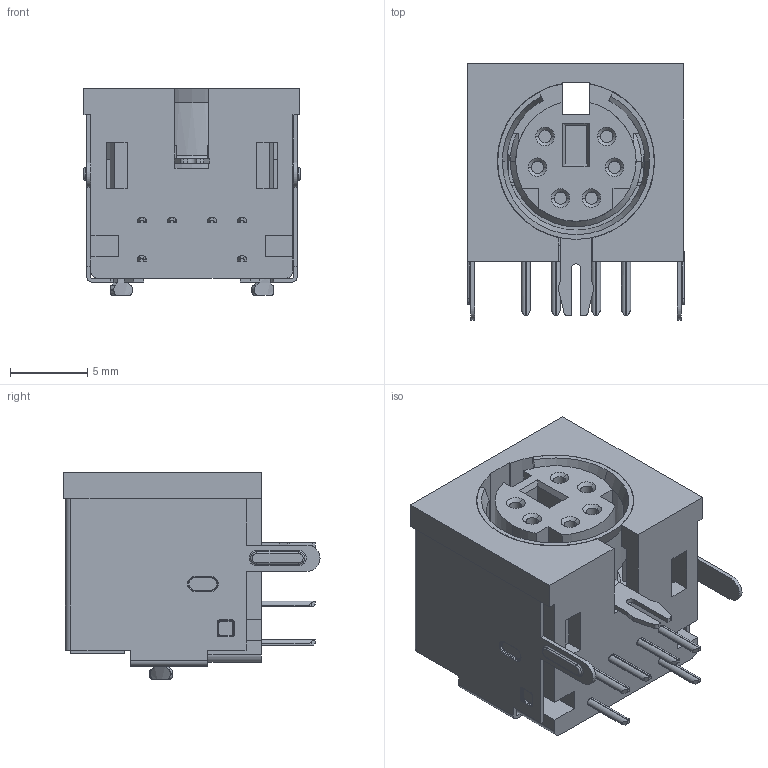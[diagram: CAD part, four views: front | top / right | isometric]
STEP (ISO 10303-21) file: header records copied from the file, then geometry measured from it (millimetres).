
FILE_DESCRIPTION (( 'STEP AP214' ), '1' );
FILE_NAME ('CUI_DEVICES_MD-60SM.step', '2020-11-06T15:27:47', ( '' ), ( '' ), 'SwSTEP 2.0', 'SolidWorks 2020', '' );
FILE_SCHEMA (( 'AUTOMOTIVE_DESIGN' ));
Length unit declared in the file: inch
Products named in the file (1): CUI_DEVICES_MD-60SM
Bounding box: 14.05 x 16.6 x 13.4 mm (x, y, z)
Volume: 1316.9 mm3; surface area: 3201.2 mm2
Topology: 9 solids, 9 shells, 526 faces, 1411 edges, 903 vertices
Faces by surface type: plane 313, cylinder 150, torus 34, cone 21, bspline 8
Entity records: 16775 total; most frequent: CARTESIAN_POINT 3481, ORIENTED_EDGE 2822, DIRECTION 2677, EDGE_CURVE 1411, LINE 951, VECTOR 951, VERTEX_POINT 903, AXIS2_PLACEMENT_3D 863
